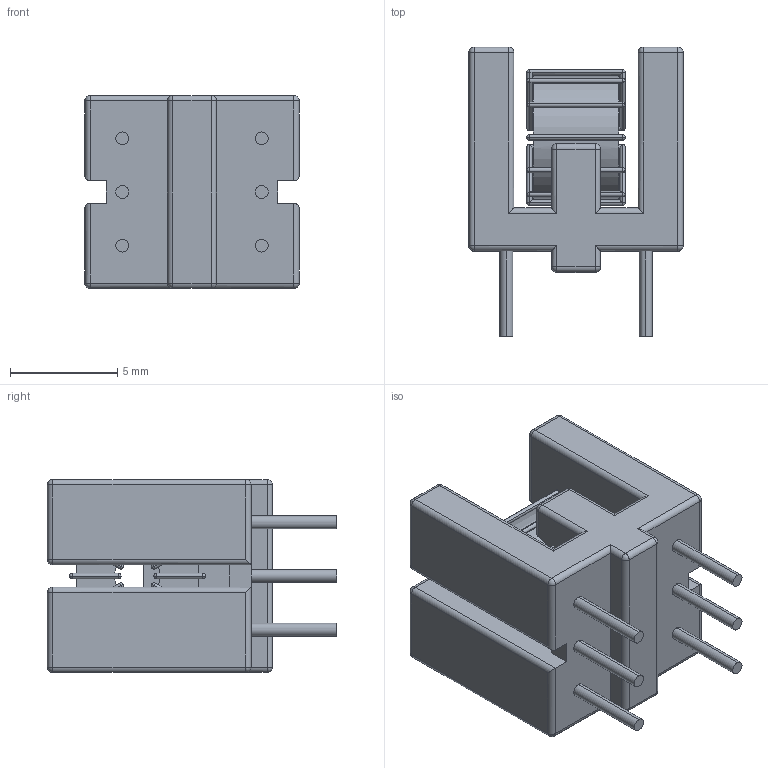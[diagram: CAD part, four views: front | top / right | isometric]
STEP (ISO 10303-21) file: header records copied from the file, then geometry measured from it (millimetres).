
FILE_DESCRIPTION (( 'STEP AP214' ), '1' );
FILE_NAME ('IFC_DCSH4_L9W10H10.5.STEP', '2018-10-16T13:52:39', ( '' ), ( '' ), 'SwSTEP 2.0', 'SolidWorks 2014', '' );
FILE_SCHEMA (( 'AUTOMOTIVE_DESIGN' ));
Length unit declared in the file: millimetre
Products named in the file (1): IFC_DCSH4_L9W10H10.5
Bounding box: 10 x 13.51 x 9 mm (x, y, z)
Volume: 580.5 mm3; surface area: 958.4 mm2
Topology: 13 solids, 13 shells, 498 faces, 1147 edges, 542 vertices
Faces by surface type: cylinder 254, plane 124, sphere 120
Entity records: 17749 total; most frequent: CARTESIAN_POINT 2364, DIRECTION 2301, ORIENTED_EDGE 2054, EDGE_CURVE 1027, AXIS2_PLACEMENT_3D 871, LINE 559, VECTOR 559, VERTEX_POINT 542
